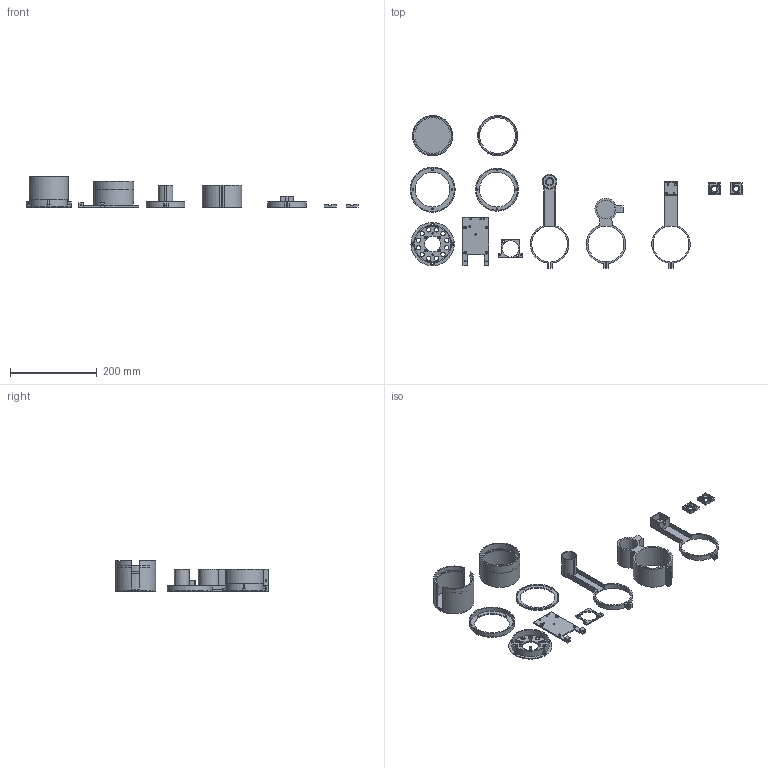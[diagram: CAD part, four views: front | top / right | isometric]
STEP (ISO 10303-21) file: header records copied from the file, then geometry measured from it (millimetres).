
FILE_DESCRIPTION(/* description */ (''),/* implementation_level */ '2;1');
FILE_NAME(/* name */ 'CAPV5 v19.step',/* time_stamp */ '2025-08-14T00:26:50-04:00',/* author */ (''),/* organization */ (''),/* preprocessor_version */ 'ST-DEVELOPER v20.1',/* originating_system */ 'Autodesk Translation Framework v14.4.0.0',/* authorisation */ '');
FILE_SCHEMA (('AUTOMOTIVE_DESIGN { 1 0 10303 214 3 1 1 }'));
Length unit declared in the file: millimetre
Products named in the file (2): CAPV5; Component1
Assembly tree (1 placements, depth 2):
  CAPV5
    Component1
Bounding box: 765.9 x 352.52 x 70 mm (x, y, z)
Volume: 358232.5 mm3; surface area: 279989.7 mm2
Topology: 13 solids, 13 shells, 332 faces, 877 edges, 584 vertices
Faces by surface type: plane 180, cylinder 147, cone 3, bspline 2
Full cylindrical faces by diameter (mm): 2.7 x2, 2.8 x2, 3.2 x12, 3.4 x5, 3.5 x12, 4.1 x6, 4.2 x4, 4.826 x5, 5.5 x2, 6 x8, 6.731 x8, 10 x12, 12 x2, 17.5 x2, 38 x1, 43 x1, 80.2 x2, 82.5 x1, 83 x1, 88.5 x4, 92.5 x3, 95.2 x1, 99 x1, 100 x1, 100.2 x1, 104.2 x1
Entity records: 12015 total; most frequent: CARTESIAN_POINT 3328, DIRECTION 1779, ORIENTED_EDGE 1754, EDGE_CURVE 877, AXIS2_PLACEMENT_3D 632, VERTEX_POINT 584, LINE 515, VECTOR 515
